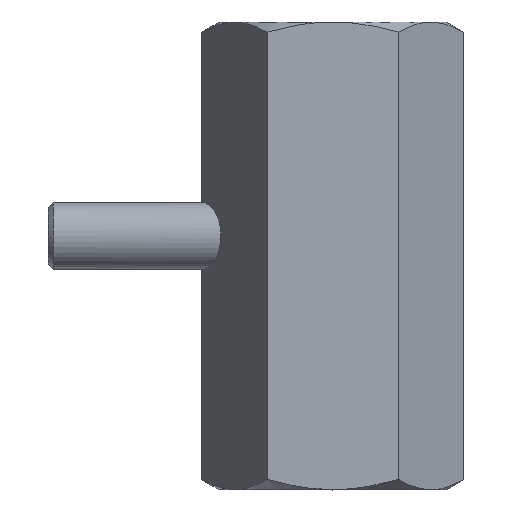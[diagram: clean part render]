
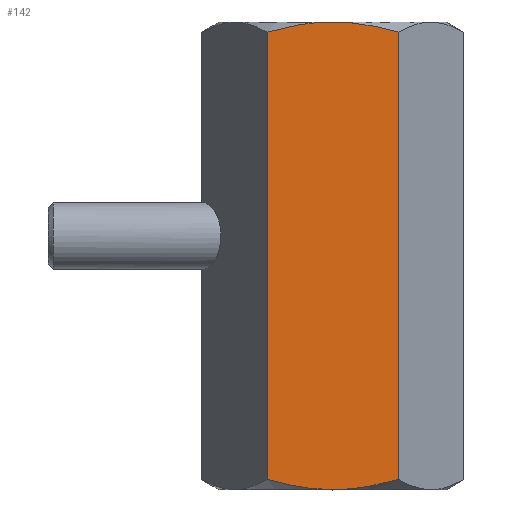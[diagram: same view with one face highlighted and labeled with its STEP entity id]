
A CAD part, top view. The second image highlights one B-rep face of the part: STEP entity #142.
In plain terms, the highlighted planar face has unit normal (0, 0, 1).
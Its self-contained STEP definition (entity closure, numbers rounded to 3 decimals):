
#142=ADVANCED_FACE('',(#285),#286,.T.);
#285=FACE_OUTER_BOUND('',#422,.T.);
#286=PLANE('',#423);
#422=EDGE_LOOP('',(#755,#756,#757,#758,#759,#760));
#423=AXIS2_PLACEMENT_3D('',#761,#762,#763);
#755=ORIENTED_EDGE('',*,*,#882,.F.);
#756=ORIENTED_EDGE('',*,*,#876,.F.);
#757=ORIENTED_EDGE('',*,*,#926,.T.);
#758=ORIENTED_EDGE('',*,*,#907,.F.);
#759=ORIENTED_EDGE('',*,*,#903,.F.);
#760=ORIENTED_EDGE('',*,*,#924,.F.);
#761=CARTESIAN_POINT('',(0.,-1.0,8.5));
#762=DIRECTION('',(0.,0.0,1.0));
#763=DIRECTION('',(1.0,0.0,0.));
#876=EDGE_CURVE('',#1056,#1057,#1058,.T.);
#882=EDGE_CURVE('',#1057,#1063,#1067,.T.);
#903=EDGE_CURVE('',#1092,#1093,#1094,.T.);
#907=EDGE_CURVE('',#1093,#1098,#1099,.T.);
#924=EDGE_CURVE('',#1063,#1092,#1118,.T.);
#926=EDGE_CURVE('',#1056,#1098,#1120,.T.);
#1056=VERTEX_POINT('',#1376);
#1057=VERTEX_POINT('',#1377);
#1058=(B_SPLINE_CURVE(2,(#1379,#1380,#1381,#1382,#1383),.UNSPECIFIED.,.F.,.F.)B_SPLINE_CURVE_WITH_KNOTS((3,2,3),(0.0,4.984,9.968),.UNSPECIFIED.)RATIONAL_B_SPLINE_CURVE((1.0,1.038,1.0,1.038,1.0))BOUNDED_CURVE()REPRESENTATION_ITEM('')GEOMETRIC_REPRESENTATION_ITEM()CURVE());
#1063=VERTEX_POINT('',#1405);
#1067=(B_SPLINE_CURVE(2,(#1421,#1422,#1423,#1424,#1425),.UNSPECIFIED.,.F.,.F.)B_SPLINE_CURVE_WITH_KNOTS((3,2,3),(0.0,4.984,9.968),.UNSPECIFIED.)RATIONAL_B_SPLINE_CURVE((1.0,1.038,1.0,1.038,1.0))BOUNDED_CURVE()REPRESENTATION_ITEM('')GEOMETRIC_REPRESENTATION_ITEM()CURVE());
#1092=VERTEX_POINT('',#1533);
#1093=VERTEX_POINT('',#1534);
#1094=(B_SPLINE_CURVE(2,(#1536,#1537,#1538,#1539,#1540),.UNSPECIFIED.,.F.,.F.)B_SPLINE_CURVE_WITH_KNOTS((3,2,3),(0.0,4.984,9.968),.UNSPECIFIED.)RATIONAL_B_SPLINE_CURVE((1.0,1.038,1.0,1.038,1.0))BOUNDED_CURVE()REPRESENTATION_ITEM('')GEOMETRIC_REPRESENTATION_ITEM()CURVE());
#1098=VERTEX_POINT('',#1561);
#1099=(B_SPLINE_CURVE(2,(#1563,#1564,#1565,#1566,#1567),.UNSPECIFIED.,.F.,.F.)B_SPLINE_CURVE_WITH_KNOTS((3,2,3),(0.0,4.984,9.968),.UNSPECIFIED.)RATIONAL_B_SPLINE_CURVE((1.0,1.038,1.0,1.038,1.0))BOUNDED_CURVE()REPRESENTATION_ITEM('')GEOMETRIC_REPRESENTATION_ITEM()CURVE());
#1118=LINE('',#1636,#1637);
#1120=LINE('',#1639,#1640);
#1376=CARTESIAN_POINT('',(4.907,0.759,8.5));
#1377=CARTESIAN_POINT('',(0.,0.0,8.5));
#1379=CARTESIAN_POINT('',(4.913,0.761,8.5));
#1380=CARTESIAN_POINT('',(2.28,0.,8.5));
#1381=CARTESIAN_POINT('',(0.,0.,8.5));
#1382=CARTESIAN_POINT('',(-2.28,0.,8.5));
#1383=CARTESIAN_POINT('',(-4.913,0.761,8.5));
#1405=CARTESIAN_POINT('',(-4.907,0.759,8.5));
#1421=CARTESIAN_POINT('',(4.913,0.761,8.5));
#1422=CARTESIAN_POINT('',(2.28,0.,8.5));
#1423=CARTESIAN_POINT('',(0.,0.,8.5));
#1424=CARTESIAN_POINT('',(-2.28,0.,8.5));
#1425=CARTESIAN_POINT('',(-4.913,0.761,8.5));
#1533=CARTESIAN_POINT('',(-4.907,34.241,8.5));
#1534=CARTESIAN_POINT('',(0.,35.0,8.5));
#1536=CARTESIAN_POINT('',(-4.913,34.239,8.5));
#1537=CARTESIAN_POINT('',(-2.28,35.0,8.5));
#1538=CARTESIAN_POINT('',(0.,35.0,8.5));
#1539=CARTESIAN_POINT('',(2.28,35.0,8.5));
#1540=CARTESIAN_POINT('',(4.913,34.239,8.5));
#1561=CARTESIAN_POINT('',(4.907,34.241,8.5));
#1563=CARTESIAN_POINT('',(-4.913,34.239,8.5));
#1564=CARTESIAN_POINT('',(-2.28,35.0,8.5));
#1565=CARTESIAN_POINT('',(0.,35.0,8.5));
#1566=CARTESIAN_POINT('',(2.28,35.0,8.5));
#1567=CARTESIAN_POINT('',(4.913,34.239,8.5));
#1636=CARTESIAN_POINT('',(-4.907,-1.0,8.5));
#1637=VECTOR('',#1792,1.0);
#1639=CARTESIAN_POINT('',(4.907,-1.0,8.5));
#1640=VECTOR('',#1793,1.0);
#1792=DIRECTION('',(0.0,1.0,0.0));
#1793=DIRECTION('',(0.0,1.0,0.0));
